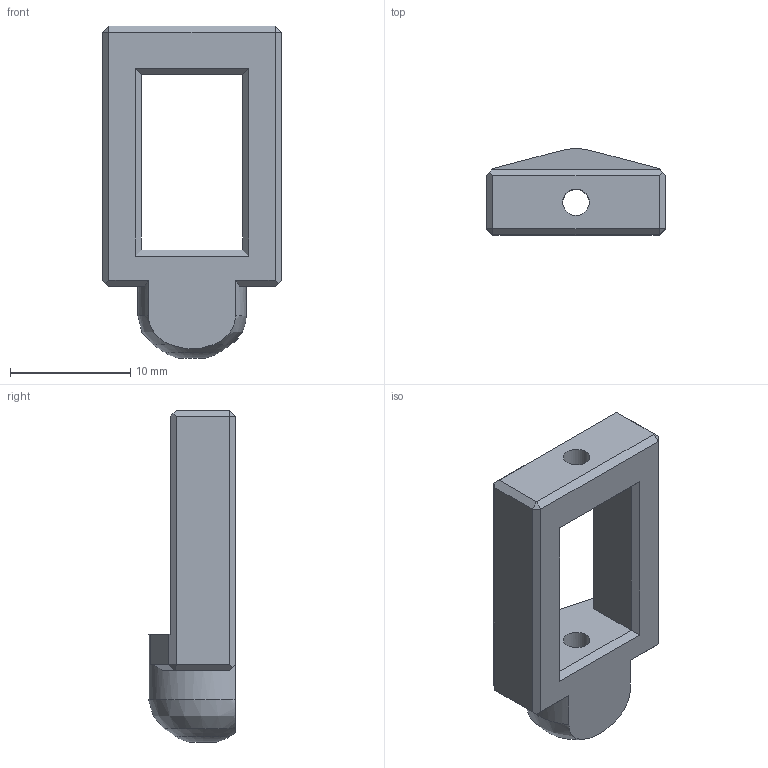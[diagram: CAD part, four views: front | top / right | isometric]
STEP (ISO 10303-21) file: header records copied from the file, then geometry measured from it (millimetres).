
FILE_DESCRIPTION(/* description */ (''),/* implementation_level */ '2;1');
FILE_NAME(/* name */ 'tip.step',/* time_stamp */ '2023-02-27T21:23:25-06:00',/* author */ (''),/* organization */ (''),/* preprocessor_version */ 'ST-DEVELOPER v19.2',/* originating_system */ 'Autodesk Translation Framework v11.17.0.187',/* authorisation */ '');
FILE_SCHEMA (('AUTOMOTIVE_DESIGN { 1 0 10303 214 3 1 1 }'));
Length unit declared in the file: millimetre
Products named in the file (1): tip
Bounding box: 14.8 x 7.2 x 27.56 mm (x, y, z)
Volume: 1296.3 mm3; surface area: 1188 mm2
Topology: 1 solids, 1 shells, 46 faces, 118 edges, 72 vertices
Faces by surface type: plane 39, cylinder 3, bspline 3, cone 1
Full cylindrical faces by diameter (mm): 2.2 x2
Entity records: 1633 total; most frequent: CARTESIAN_POINT 492, ORIENTED_EDGE 236, DIRECTION 211, EDGE_CURVE 118, LINE 95, VECTOR 95, VERTEX_POINT 72, AXIS2_PLACEMENT_3D 58
